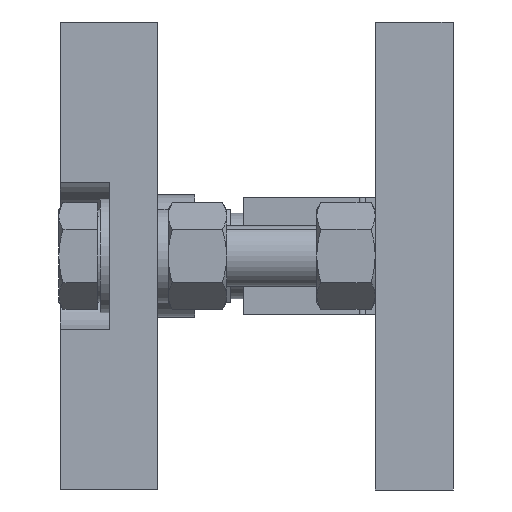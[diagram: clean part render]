
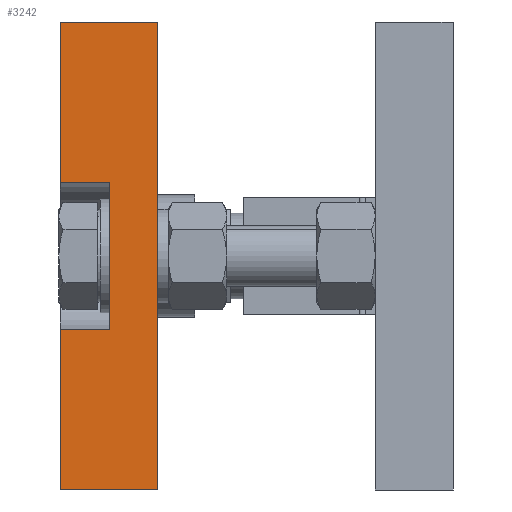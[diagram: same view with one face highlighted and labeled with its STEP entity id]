
A CAD part, left-side view. The second image highlights one B-rep face of the part: STEP entity #3242.
In plain terms, the highlighted planar face has unit normal (-1, 0, 0).
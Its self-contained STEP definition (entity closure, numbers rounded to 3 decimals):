
#47 = VECTOR ( 'NONE', #4654, 1000. ) ;
#85 = CARTESIAN_POINT ( 'NONE',  ( -76.2, 31.8, 76.2 ) ) ;
#118 = CARTESIAN_POINT ( 'NONE',  ( -76.2, 31.8, -76.2 ) ) ;
#152 = AXIS2_PLACEMENT_3D ( 'NONE', #1236, #5309, #2259 ) ;
#157 = DIRECTION ( 'NONE',  ( 0., -1., 0. ) ) ;
#288 = EDGE_CURVE ( 'NONE', #4846, #603, #2658, .T. ) ;
#341 = VERTEX_POINT ( 'NONE', #4585 ) ;
#446 = VECTOR ( 'NONE', #157, 1000. ) ;
#540 = DIRECTION ( 'NONE',  ( 0., 0., 1. ) ) ;
#580 = VECTOR ( 'NONE', #2165, 1000. ) ;
#603 = VERTEX_POINT ( 'NONE', #3180 ) ;
#639 = ORIENTED_EDGE ( 'NONE', *, *, #2636, .F. ) ;
#896 = VERTEX_POINT ( 'NONE', #5587 ) ;
#1001 = LINE ( 'NONE', #2212, #3235 ) ;
#1011 = EDGE_CURVE ( 'NONE', #341, #4499, #3298, .T. ) ;
#1092 = EDGE_CURVE ( 'NONE', #2147, #341, #5918, .T. ) ;
#1118 = CARTESIAN_POINT ( 'NONE',  ( -76.2, 31.8, 24. ) ) ;
#1178 = FACE_OUTER_BOUND ( 'NONE', #4035, .T. ) ;
#1236 = CARTESIAN_POINT ( 'NONE',  ( -76.2, 31.8, -76.2 ) ) ;
#1370 = CARTESIAN_POINT ( 'NONE',  ( -76.2, 15.8, -24. ) ) ;
#1565 = EDGE_CURVE ( 'NONE', #4320, #2561, #3226, .T. ) ;
#1898 = DIRECTION ( 'NONE',  ( 0., 1., 0. ) ) ;
#2147 = VERTEX_POINT ( 'NONE', #5473 ) ;
#2165 = DIRECTION ( 'NONE',  ( 0., 0., 1. ) ) ;
#2212 = CARTESIAN_POINT ( 'NONE',  ( -76.2, 31.8, -76.2 ) ) ;
#2259 = DIRECTION ( 'NONE',  ( 0., 0., -1. ) ) ;
#2307 = ORIENTED_EDGE ( 'NONE', *, *, #4227, .F. ) ;
#2561 = VERTEX_POINT ( 'NONE', #1118 ) ;
#2636 = EDGE_CURVE ( 'NONE', #2561, #896, #1001, .T. ) ;
#2658 = LINE ( 'NONE', #1370, #4351 ) ;
#3127 = VECTOR ( 'NONE', #5185, 1000. ) ;
#3180 = CARTESIAN_POINT ( 'NONE',  ( -76.2, 31.8, -24. ) ) ;
#3226 = LINE ( 'NONE', #5497, #3788 ) ;
#3235 = VECTOR ( 'NONE', #5860, 1000. ) ;
#3242 = ADVANCED_FACE ( 'NONE', ( #1178 ), #5913, .F. ) ;
#3298 = LINE ( 'NONE', #5643, #580 ) ;
#3457 = DIRECTION ( 'NONE',  ( 0., 1., 0. ) ) ;
#3788 = VECTOR ( 'NONE', #1898, 1000. ) ;
#4035 = EDGE_LOOP ( 'NONE', ( #4627, #5583, #5819, #4364, #5865, #2307, #639, #6328 ) ) ;
#4227 = EDGE_CURVE ( 'NONE', #896, #4499, #6418, .T. ) ;
#4320 = VERTEX_POINT ( 'NONE', #4708 ) ;
#4351 = VECTOR ( 'NONE', #3457, 1000. ) ;
#4364 = ORIENTED_EDGE ( 'NONE', *, *, #1092, .T. ) ;
#4499 = VERTEX_POINT ( 'NONE', #5814 ) ;
#4585 = CARTESIAN_POINT ( 'NONE',  ( -76.2, 0., -76.2 ) ) ;
#4627 = ORIENTED_EDGE ( 'NONE', *, *, #5944, .F. ) ;
#4654 = DIRECTION ( 'NONE',  ( 0., 0., 1. ) ) ;
#4708 = CARTESIAN_POINT ( 'NONE',  ( -76.2, 15.8, 24. ) ) ;
#4713 = CARTESIAN_POINT ( 'NONE',  ( -76.2, 31.8, -76.2 ) ) ;
#4846 = VERTEX_POINT ( 'NONE', #5108 ) ;
#4910 = LINE ( 'NONE', #118, #5127 ) ;
#5108 = CARTESIAN_POINT ( 'NONE',  ( -76.2, 15.8, -24. ) ) ;
#5127 = VECTOR ( 'NONE', #540, 1000. ) ;
#5185 = DIRECTION ( 'NONE',  ( 0., -1., 0. ) ) ;
#5279 = LINE ( 'NONE', #5589, #47 ) ;
#5309 = DIRECTION ( 'NONE',  ( 1., 0., 0. ) ) ;
#5473 = CARTESIAN_POINT ( 'NONE',  ( -76.2, 31.8, -76.2 ) ) ;
#5497 = CARTESIAN_POINT ( 'NONE',  ( -76.2, 15.8, 24. ) ) ;
#5583 = ORIENTED_EDGE ( 'NONE', *, *, #288, .T. ) ;
#5587 = CARTESIAN_POINT ( 'NONE',  ( -76.2, 31.8, 76.2 ) ) ;
#5589 = CARTESIAN_POINT ( 'NONE',  ( -76.2, 15.8, 24. ) ) ;
#5643 = CARTESIAN_POINT ( 'NONE',  ( -76.2, 0., -76.2 ) ) ;
#5814 = CARTESIAN_POINT ( 'NONE',  ( -76.2, 0., 76.2 ) ) ;
#5819 = ORIENTED_EDGE ( 'NONE', *, *, #6070, .F. ) ;
#5860 = DIRECTION ( 'NONE',  ( 0., 0., 1. ) ) ;
#5865 = ORIENTED_EDGE ( 'NONE', *, *, #1011, .T. ) ;
#5913 = PLANE ( 'NONE',  #152 ) ;
#5918 = LINE ( 'NONE', #4713, #3127 ) ;
#5944 = EDGE_CURVE ( 'NONE', #4846, #4320, #5279, .T. ) ;
#6070 = EDGE_CURVE ( 'NONE', #2147, #603, #4910, .T. ) ;
#6328 = ORIENTED_EDGE ( 'NONE', *, *, #1565, .F. ) ;
#6418 = LINE ( 'NONE', #85, #446 ) ;
